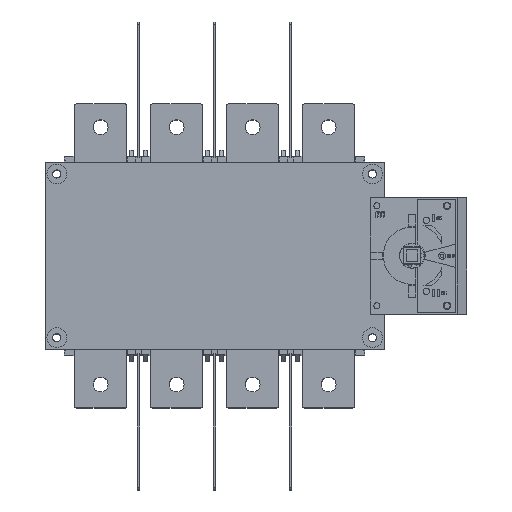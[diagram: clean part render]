
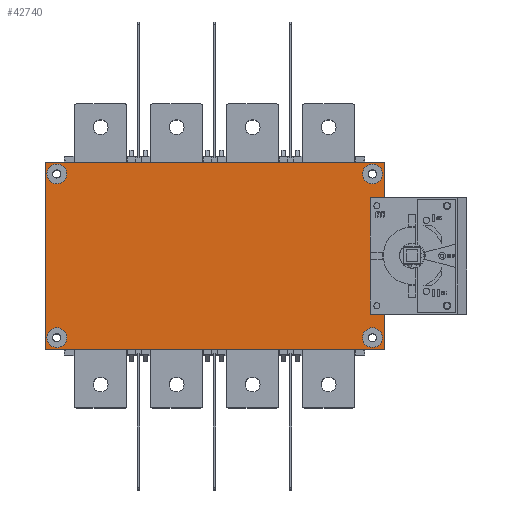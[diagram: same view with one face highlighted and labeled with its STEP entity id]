
A CAD part, top view. The second image highlights one B-rep face of the part: STEP entity #42740.
In plain terms, the highlighted planar face has unit normal (0, 0, 1).
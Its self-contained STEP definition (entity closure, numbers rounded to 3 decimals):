
#14742=DIRECTION('',(1.,0.,0.));
#14743=VECTOR('',#14742,290.);
#14744=CARTESIAN_POINT('',(-60.,0.,205.496));
#14745=LINE('',#14744,#14743);
#15340=DIRECTION('',(0.,-1.,0.));
#15341=VECTOR('',#15340,160.);
#15342=CARTESIAN_POINT('',(230.,160.,205.496));
#15343=LINE('',#15342,#15341);
#15347=CARTESIAN_POINT('',(-50.,150.,205.496));
#15348=DIRECTION('',(0.,0.,1.));
#15349=DIRECTION('',(1.,0.,0.));
#15350=AXIS2_PLACEMENT_3D('',#15347,#15348,#15349);
#15355=CARTESIAN_POINT('',(-50.,150.,205.496));
#15356=DIRECTION('',(0.,0.,1.));
#15357=DIRECTION('',(-1.,0.,0.));
#15358=AXIS2_PLACEMENT_3D('',#15355,#15356,#15357);
#15363=CARTESIAN_POINT('',(-50.,10.,205.496));
#15364=DIRECTION('',(0.,0.,1.));
#15365=DIRECTION('',(-1.,0.,0.));
#15366=AXIS2_PLACEMENT_3D('',#15363,#15364,#15365);
#15371=CARTESIAN_POINT('',(-50.,10.,205.496));
#15372=DIRECTION('',(0.,0.,1.));
#15373=DIRECTION('',(1.,0.,0.));
#15374=AXIS2_PLACEMENT_3D('',#15371,#15372,#15373);
#15379=CARTESIAN_POINT('',(220.,10.,205.496));
#15380=DIRECTION('',(0.,0.,1.));
#15381=DIRECTION('',(-1.,0.,0.));
#15382=AXIS2_PLACEMENT_3D('',#15379,#15380,#15381);
#15387=CARTESIAN_POINT('',(220.,10.,205.496));
#15388=DIRECTION('',(0.,0.,1.));
#15389=DIRECTION('',(1.,0.,0.));
#15390=AXIS2_PLACEMENT_3D('',#15387,#15388,#15389);
#15395=CARTESIAN_POINT('',(220.,150.,205.496));
#15396=DIRECTION('',(0.,0.,1.));
#15397=DIRECTION('',(1.,0.,0.));
#15398=AXIS2_PLACEMENT_3D('',#15395,#15396,#15397);
#15403=CARTESIAN_POINT('',(220.,150.,205.496));
#15404=DIRECTION('',(0.,0.,1.));
#15405=DIRECTION('',(-1.,0.,0.));
#15406=AXIS2_PLACEMENT_3D('',#15403,#15404,#15405);
#15411=DIRECTION('',(0.,-1.,0.));
#15412=VECTOR('',#15411,160.);
#15413=CARTESIAN_POINT('',(-60.,160.,205.496));
#15414=LINE('',#15413,#15412);
#15862=DIRECTION('',(-1.,0.,0.));
#15863=VECTOR('',#15862,290.);
#15864=CARTESIAN_POINT('',(230.,160.,205.496));
#15865=LINE('',#15864,#15863);
#37944=CARTESIAN_POINT('',(-60.,0.,205.496));
#37945=VERTEX_POINT('',#37944);
#37946=CARTESIAN_POINT('',(230.,0.,205.496));
#37947=VERTEX_POINT('',#37946);
#38230=CARTESIAN_POINT('',(230.,160.,205.496));
#38231=VERTEX_POINT('',#38230);
#38242=CARTESIAN_POINT('',(-60.,160.,205.496));
#38243=VERTEX_POINT('',#38242);
#38654=CARTESIAN_POINT('',(-41.5,150.,205.496));
#38656=VERTEX_POINT('',#38654);
#38658=CARTESIAN_POINT('',(-58.5,150.,205.496));
#38660=VERTEX_POINT('',#38658);
#39178=CARTESIAN_POINT('',(228.5,150.,205.496));
#39180=VERTEX_POINT('',#39178);
#39182=CARTESIAN_POINT('',(211.5,150.,205.496));
#39184=VERTEX_POINT('',#39182);
#41305=CARTESIAN_POINT('',(-58.5,10.,205.496));
#41307=VERTEX_POINT('',#41305);
#41309=CARTESIAN_POINT('',(-41.5,10.,205.496));
#41311=VERTEX_POINT('',#41309);
#41313=CARTESIAN_POINT('',(211.5,10.,205.496));
#41315=VERTEX_POINT('',#41313);
#41317=CARTESIAN_POINT('',(228.5,10.,205.496));
#41319=VERTEX_POINT('',#41317);
#42703=CARTESIAN_POINT('',(85.,143.5,205.496));
#42704=DIRECTION('',(0.,0.,1.));
#42705=DIRECTION('',(0.,-1.,0.));
#42706=AXIS2_PLACEMENT_3D('',#42703,#42704,#42705);
#42707=PLANE('',#42706);
#42708=ORIENTED_EDGE('',*,*,#42297,.F.);
#42710=ORIENTED_EDGE('',*,*,#42709,.F.);
#42712=ORIENTED_EDGE('',*,*,#42711,.F.);
#42713=ORIENTED_EDGE('',*,*,#42683,.T.);
#42714=EDGE_LOOP('',(#42708,#42710,#42712,#42713));
#42715=FACE_OUTER_BOUND('',#42714,.F.);
#42717=ORIENTED_EDGE('',*,*,#42716,.T.);
#42719=ORIENTED_EDGE('',*,*,#42718,.T.);
#42720=EDGE_LOOP('',(#42717,#42719));
#42721=FACE_BOUND('',#42720,.F.);
#42723=ORIENTED_EDGE('',*,*,#42722,.T.);
#42725=ORIENTED_EDGE('',*,*,#42724,.T.);
#42726=EDGE_LOOP('',(#42723,#42725));
#42727=FACE_BOUND('',#42726,.F.);
#42729=ORIENTED_EDGE('',*,*,#42728,.T.);
#42731=ORIENTED_EDGE('',*,*,#42730,.T.);
#42732=EDGE_LOOP('',(#42729,#42731));
#42733=FACE_BOUND('',#42732,.F.);
#42735=ORIENTED_EDGE('',*,*,#42734,.T.);
#42737=ORIENTED_EDGE('',*,*,#42736,.T.);
#42738=EDGE_LOOP('',(#42735,#42737));
#42739=FACE_BOUND('',#42738,.F.);
#15351=CIRCLE('',#15350,8.5);
#15359=CIRCLE('',#15358,8.5);
#15367=CIRCLE('',#15366,8.5);
#15375=CIRCLE('',#15374,8.5);
#15383=CIRCLE('',#15382,8.5);
#15391=CIRCLE('',#15390,8.5);
#15399=CIRCLE('',#15398,8.5);
#15407=CIRCLE('',#15406,8.5);
#42297=EDGE_CURVE('',#37945,#37947,#14745,.T.);
#42683=EDGE_CURVE('',#38231,#37947,#15343,.T.);
#42709=EDGE_CURVE('',#38243,#37945,#15414,.T.);
#42711=EDGE_CURVE('',#38231,#38243,#15865,.T.);
#42716=EDGE_CURVE('',#38656,#38660,#15351,.T.);
#42718=EDGE_CURVE('',#38660,#38656,#15359,.T.);
#42722=EDGE_CURVE('',#41307,#41311,#15367,.T.);
#42724=EDGE_CURVE('',#41311,#41307,#15375,.T.);
#42728=EDGE_CURVE('',#41315,#41319,#15383,.T.);
#42730=EDGE_CURVE('',#41319,#41315,#15391,.T.);
#42734=EDGE_CURVE('',#39180,#39184,#15399,.T.);
#42736=EDGE_CURVE('',#39184,#39180,#15407,.T.);
#42740=ADVANCED_FACE('',(#42715,#42721,#42727,#42733,#42739),#42707,.T.);
